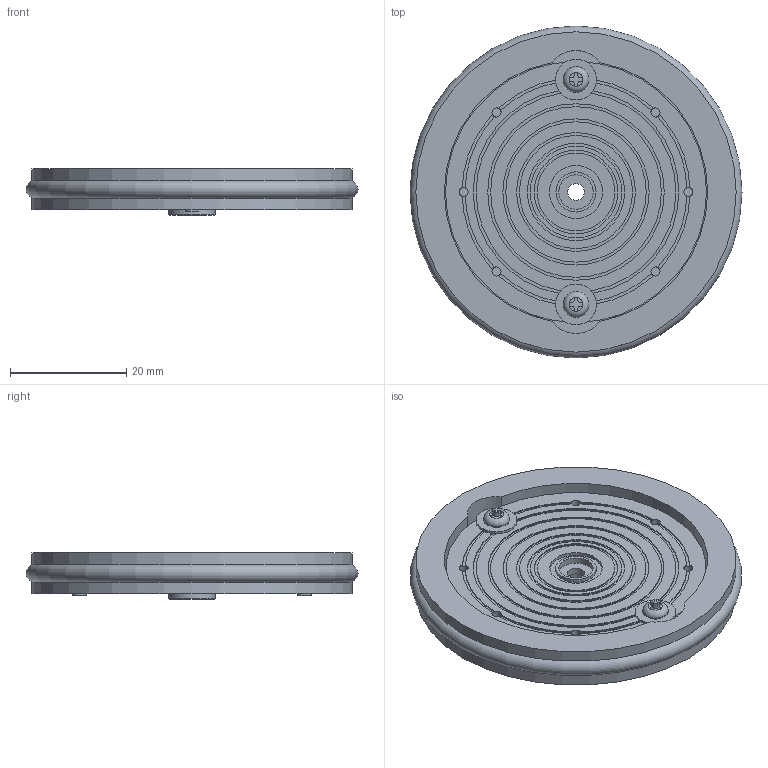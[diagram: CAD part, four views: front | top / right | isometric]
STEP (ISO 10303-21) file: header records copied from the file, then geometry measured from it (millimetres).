
FILE_DESCRIPTION(('FreeCAD Model'),'2;1');
FILE_NAME('renacuajo-wheel-big-rounded-horn-assembly.stp','2014-09-12T16:20:16',('FreeCAD'),('FreeCAD'), 'Open CASCADE STEP processor 6.7','FreeCAD','Unknown');
FILE_SCHEMA(('AUTOMOTIVE_DESIGN_CC2 { 1 2 10303 214 -1 1 5 4 }'));
Length unit declared in the file: millimetre
Products named in the file (1): Renacuajo-wheel-big-rounded-horn-assembly-final
Bounding box: 57 x 57 x 7.9 mm (x, y, z)
Volume: 14208.1 mm3; surface area: 12500.3 mm2
Topology: 5 solids, 5 shells, 158 faces, 393 edges, 259 vertices
Faces by surface type: plane 80, cylinder 68, cone 6, torus 4
Full cylindrical faces by diameter (mm): 1.56 x8, 1.7 x2, 2.4 x2, 2.9 x1, 4.4 x2, 5.85 x1, 5.9 x1, 6.9 x1, 7 x2, 8 x1, 9.1 x1, 10.2 x1, 11.2 x1, 13.35 x1, 14.35 x1, 15.7 x1, 16.7 x1, 19.4 x1, 20.4 x1, 24.1 x1, 25.1 x1, 29.3 x1, 30.3 x1, 34.3 x1, 35.3 x1, 44.8 x1, 55 x2
Entity records: 12160 total; most frequent: CARTESIAN_POINT 3561, DIRECTION 1352, ORIENTED_EDGE 782, PCURVE 782, DEFINITIONAL_REPRESENTATION 782, LINE 610, VECTOR 610, EDGE_CURVE 391
